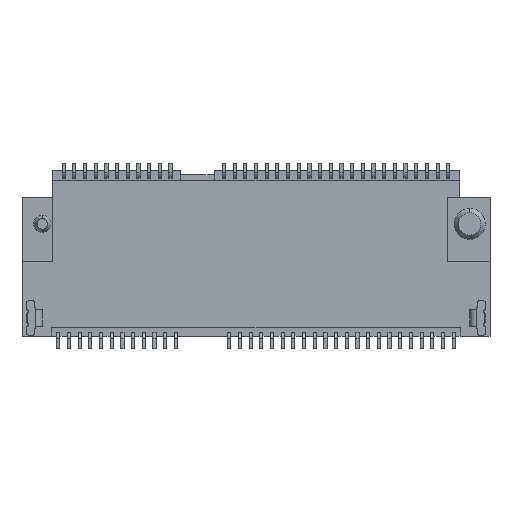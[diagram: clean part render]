
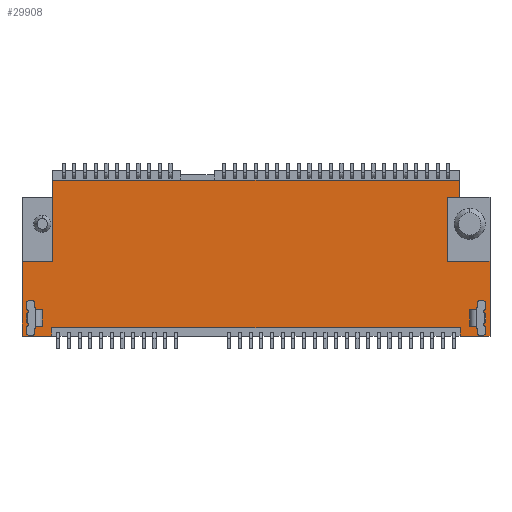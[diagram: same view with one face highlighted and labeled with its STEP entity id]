
A CAD part, front view. The second image highlights one B-rep face of the part: STEP entity #29908.
In plain terms, the highlighted planar face has unit normal (0, -1, 0).
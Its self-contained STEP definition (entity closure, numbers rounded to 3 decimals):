
#11=DIRECTION('',(0.,0.,-1.));
#12=VECTOR('',#11,3.5);
#13=CARTESIAN_POINT('',(-10.95,-1.385,-4.25));
#14=LINE('',#13,#12);
#1726=DIRECTION('',(1.,0.,0.));
#1727=VECTOR('',#1726,1.4);
#1728=CARTESIAN_POINT('',(9.55,-1.385,-7.75));
#1729=LINE('',#1728,#1727);
#1770=DIRECTION('',(1.,0.,0.));
#1771=VECTOR('',#1770,1.4);
#1772=CARTESIAN_POINT('',(-10.95,-1.385,-7.75));
#1773=LINE('',#1772,#1771);
#5174=DIRECTION('',(-1.,0.,0.));
#5175=VECTOR('',#5174,19.1);
#5176=CARTESIAN_POINT('',(9.55,-1.385,-7.35));
#5177=LINE('',#5176,#5175);
#5178=DIRECTION('',(0.,0.,1.));
#5179=VECTOR('',#5178,0.4);
#5180=CARTESIAN_POINT('',(-9.55,-1.385,-7.75));
#5181=LINE('',#5180,#5179);
#5182=DIRECTION('',(1.,0.,0.));
#5183=VECTOR('',#5182,1.45);
#5184=CARTESIAN_POINT('',(-10.95,-1.385,-4.25));
#5185=LINE('',#5184,#5183);
#5186=DIRECTION('',(0.,0.,1.));
#5187=VECTOR('',#5186,3.);
#5188=CARTESIAN_POINT('',(-9.5,-1.385,-4.25));
#5189=LINE('',#5188,#5187);
#5190=DIRECTION('',(0.,0.,-1.));
#5191=VECTOR('',#5190,0.8);
#5192=CARTESIAN_POINT('',(-9.5,-1.385,-0.45));
#5193=LINE('',#5192,#5191);
#5194=DIRECTION('',(1.,0.,0.));
#5195=VECTOR('',#5194,19.);
#5196=CARTESIAN_POINT('',(-9.5,-1.385,-0.45));
#5197=LINE('',#5196,#5195);
#5198=DIRECTION('',(0.,0.,-1.));
#5199=VECTOR('',#5198,0.8);
#5200=CARTESIAN_POINT('',(9.5,-1.385,-0.45));
#5201=LINE('',#5200,#5199);
#5202=DIRECTION('',(-1.,0.,0.));
#5203=VECTOR('',#5202,0.55);
#5204=CARTESIAN_POINT('',(9.5,-1.385,-1.25));
#5205=LINE('',#5204,#5203);
#5206=DIRECTION('',(0.,0.,-1.));
#5207=VECTOR('',#5206,3.);
#5208=CARTESIAN_POINT('',(8.95,-1.385,-1.25));
#5209=LINE('',#5208,#5207);
#5210=DIRECTION('',(-1.,0.,0.));
#5211=VECTOR('',#5210,2.);
#5212=CARTESIAN_POINT('',(10.95,-1.385,-4.25));
#5213=LINE('',#5212,#5211);
#5214=DIRECTION('',(0.,0.,1.));
#5215=VECTOR('',#5214,0.4);
#5216=CARTESIAN_POINT('',(9.55,-1.385,-7.75));
#5217=LINE('',#5216,#5215);
#5218=DIRECTION('',(0.,0.,1.));
#5219=VECTOR('',#5218,0.76);
#5220=CARTESIAN_POINT('',(10.,-1.385,-7.28));
#5221=LINE('',#5220,#5219);
#5222=DIRECTION('',(-1.,0.,0.));
#5223=VECTOR('',#5222,0.2);
#5224=CARTESIAN_POINT('',(10.2,-1.385,-7.28));
#5225=LINE('',#5224,#5223);
#5226=DIRECTION('',(0.,0.,1.));
#5227=VECTOR('',#5226,0.76);
#5228=CARTESIAN_POINT('',(10.2,-1.385,-7.28));
#5229=LINE('',#5228,#5227);
#5230=DIRECTION('',(1.,0.,0.));
#5231=VECTOR('',#5230,0.2);
#5232=CARTESIAN_POINT('',(10.,-1.385,-6.52));
#5233=LINE('',#5232,#5231);
#5234=DIRECTION('',(0.,0.,1.));
#5235=VECTOR('',#5234,0.76);
#5236=CARTESIAN_POINT('',(-10.2,-1.385,-7.28));
#5237=LINE('',#5236,#5235);
#5238=DIRECTION('',(1.,0.,0.));
#5239=VECTOR('',#5238,0.2);
#5240=CARTESIAN_POINT('',(-10.2,-1.385,-7.28));
#5241=LINE('',#5240,#5239);
#5242=DIRECTION('',(0.,0.,1.));
#5243=VECTOR('',#5242,0.76);
#5244=CARTESIAN_POINT('',(-10.,-1.385,-7.28));
#5245=LINE('',#5244,#5243);
#5246=DIRECTION('',(-1.,0.,0.));
#5247=VECTOR('',#5246,0.2);
#5248=CARTESIAN_POINT('',(-10.,-1.385,-6.52));
#5249=LINE('',#5248,#5247);
#5530=DIRECTION('',(0.,0.,-1.));
#5531=VECTOR('',#5530,3.5);
#5532=CARTESIAN_POINT('',(10.95,-1.385,-4.25));
#5533=LINE('',#5532,#5531);
#18144=CARTESIAN_POINT('',(-9.5,-1.385,-4.25));
#18145=CARTESIAN_POINT('',(-9.5,-1.385,-1.25));
#18146=VERTEX_POINT('',#18144);
#18147=VERTEX_POINT('',#18145);
#18148=CARTESIAN_POINT('',(-10.95,-1.385,-4.25));
#18149=VERTEX_POINT('',#18148);
#18150=CARTESIAN_POINT('',(9.5,-1.385,-1.25));
#18151=CARTESIAN_POINT('',(8.95,-1.385,-1.25));
#18152=VERTEX_POINT('',#18150);
#18153=VERTEX_POINT('',#18151);
#18154=CARTESIAN_POINT('',(8.95,-1.385,-4.25));
#18155=VERTEX_POINT('',#18154);
#18156=CARTESIAN_POINT('',(10.95,-1.385,-4.25));
#18157=VERTEX_POINT('',#18156);
#18158=CARTESIAN_POINT('',(-10.95,-1.385,-7.75));
#18159=VERTEX_POINT('',#18158);
#18160=CARTESIAN_POINT('',(10.95,-1.385,-7.75));
#18161=VERTEX_POINT('',#18160);
#18226=CARTESIAN_POINT('',(-9.5,-1.385,-0.45));
#18227=CARTESIAN_POINT('',(9.5,-1.385,-0.45));
#18228=VERTEX_POINT('',#18226);
#18229=VERTEX_POINT('',#18227);
#18392=CARTESIAN_POINT('',(9.55,-1.385,-7.35));
#18393=CARTESIAN_POINT('',(-9.55,-1.385,-7.35));
#18394=VERTEX_POINT('',#18392);
#18395=VERTEX_POINT('',#18393);
#18396=CARTESIAN_POINT('',(9.55,-1.385,-7.75));
#18397=VERTEX_POINT('',#18396);
#18398=CARTESIAN_POINT('',(-9.55,-1.385,-7.75));
#18399=VERTEX_POINT('',#18398);
#18492=CARTESIAN_POINT('',(10.,-1.385,-6.52));
#18493=CARTESIAN_POINT('',(10.2,-1.385,-6.52));
#18494=VERTEX_POINT('',#18492);
#18495=VERTEX_POINT('',#18493);
#18510=CARTESIAN_POINT('',(10.2,-1.385,-7.28));
#18511=CARTESIAN_POINT('',(10.,-1.385,-7.28));
#18512=VERTEX_POINT('',#18510);
#18513=VERTEX_POINT('',#18511);
#18790=CARTESIAN_POINT('',(-10.,-1.385,-6.52));
#18791=CARTESIAN_POINT('',(-10.2,-1.385,-6.52));
#18792=VERTEX_POINT('',#18790);
#18793=VERTEX_POINT('',#18791);
#18802=CARTESIAN_POINT('',(-10.2,-1.385,-7.28));
#18803=CARTESIAN_POINT('',(-10.,-1.385,-7.28));
#18804=VERTEX_POINT('',#18802);
#18805=VERTEX_POINT('',#18803);
#29855=CARTESIAN_POINT('',(-10.95,-1.385,0.));
#29856=DIRECTION('',(0.,-1.,0.));
#29857=DIRECTION('',(0.,0.,-1.));
#29858=AXIS2_PLACEMENT_3D('',#29855,#29856,#29857);
#29859=PLANE('',#29858);
#29861=ORIENTED_EDGE('',*,*,#29860,.T.);
#29862=ORIENTED_EDGE('',*,*,#29846,.F.);
#29863=ORIENTED_EDGE('',*,*,#25203,.F.);
#29864=ORIENTED_EDGE('',*,*,#23765,.F.);
#29866=ORIENTED_EDGE('',*,*,#29865,.T.);
#29868=ORIENTED_EDGE('',*,*,#29867,.T.);
#29870=ORIENTED_EDGE('',*,*,#29869,.F.);
#29872=ORIENTED_EDGE('',*,*,#29871,.T.);
#29874=ORIENTED_EDGE('',*,*,#29873,.T.);
#29876=ORIENTED_EDGE('',*,*,#29875,.T.);
#29878=ORIENTED_EDGE('',*,*,#29877,.T.);
#29880=ORIENTED_EDGE('',*,*,#29879,.F.);
#29882=ORIENTED_EDGE('',*,*,#29881,.T.);
#29883=ORIENTED_EDGE('',*,*,#25174,.F.);
#29885=ORIENTED_EDGE('',*,*,#29884,.T.);
#29886=EDGE_LOOP('',(#29861,#29862,#29863,#29864,#29866,#29868,#29870,#29872,
#29874,#29876,#29878,#29880,#29882,#29883,#29885));
#29887=FACE_OUTER_BOUND('',#29886,.F.);
#29889=ORIENTED_EDGE('',*,*,#29888,.F.);
#29891=ORIENTED_EDGE('',*,*,#29890,.F.);
#29893=ORIENTED_EDGE('',*,*,#29892,.T.);
#29895=ORIENTED_EDGE('',*,*,#29894,.F.);
#29896=EDGE_LOOP('',(#29889,#29891,#29893,#29895));
#29897=FACE_BOUND('',#29896,.F.);
#29899=ORIENTED_EDGE('',*,*,#29898,.F.);
#29901=ORIENTED_EDGE('',*,*,#29900,.T.);
#29903=ORIENTED_EDGE('',*,*,#29902,.T.);
#29905=ORIENTED_EDGE('',*,*,#29904,.T.);
#29906=EDGE_LOOP('',(#29899,#29901,#29903,#29905));
#29907=FACE_BOUND('',#29906,.F.);
#23765=EDGE_CURVE('',#18149,#18159,#14,.T.);
#25174=EDGE_CURVE('',#18397,#18161,#1729,.T.);
#25203=EDGE_CURVE('',#18159,#18399,#1773,.T.);
#29846=EDGE_CURVE('',#18399,#18395,#5181,.T.);
#29860=EDGE_CURVE('',#18394,#18395,#5177,.T.);
#29865=EDGE_CURVE('',#18149,#18146,#5185,.T.);
#29867=EDGE_CURVE('',#18146,#18147,#5189,.T.);
#29869=EDGE_CURVE('',#18228,#18147,#5193,.T.);
#29871=EDGE_CURVE('',#18228,#18229,#5197,.T.);
#29873=EDGE_CURVE('',#18229,#18152,#5201,.T.);
#29875=EDGE_CURVE('',#18152,#18153,#5205,.T.);
#29877=EDGE_CURVE('',#18153,#18155,#5209,.T.);
#29879=EDGE_CURVE('',#18157,#18155,#5213,.T.);
#29881=EDGE_CURVE('',#18157,#18161,#5533,.T.);
#29884=EDGE_CURVE('',#18397,#18394,#5217,.T.);
#29888=EDGE_CURVE('',#18513,#18494,#5221,.T.);
#29890=EDGE_CURVE('',#18512,#18513,#5225,.T.);
#29892=EDGE_CURVE('',#18512,#18495,#5229,.T.);
#29894=EDGE_CURVE('',#18494,#18495,#5233,.T.);
#29898=EDGE_CURVE('',#18804,#18793,#5237,.T.);
#29900=EDGE_CURVE('',#18804,#18805,#5241,.T.);
#29902=EDGE_CURVE('',#18805,#18792,#5245,.T.);
#29904=EDGE_CURVE('',#18792,#18793,#5249,.T.);
#29908=ADVANCED_FACE('',(#29887,#29897,#29907),#29859,.T.);
